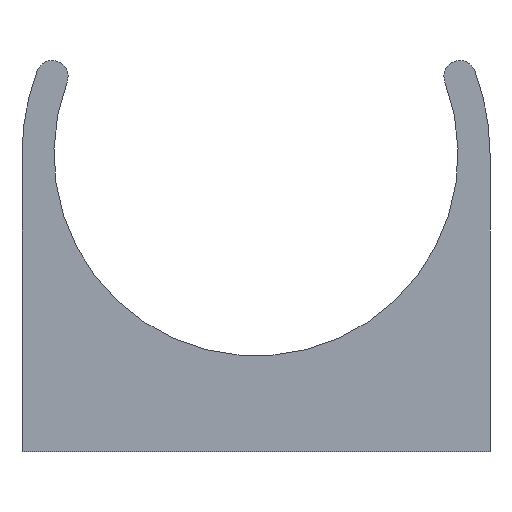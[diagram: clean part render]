
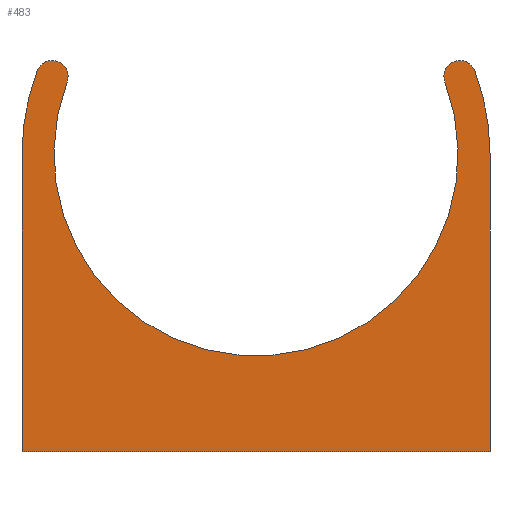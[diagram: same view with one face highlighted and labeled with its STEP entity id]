
A CAD part, left-side view. The second image highlights one B-rep face of the part: STEP entity #483.
In plain terms, the highlighted planar face has unit normal (-1, 0, 0).
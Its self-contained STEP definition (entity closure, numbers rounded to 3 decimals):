
#25=CIRCLE('',#524,0.75);
#26=CIRCLE('',#526,0.75);
#27=CIRCLE('',#528,11.);
#28=CIRCLE('',#530,9.5);
#29=CIRCLE('',#532,11.);
#54=FACE_OUTER_BOUND('',#82,.T.);
#82=EDGE_LOOP('',(#421,#422,#423,#424,#425,#426,#427,#428));
#129=LINE('',#758,#185);
#139=LINE('',#798,#195);
#140=LINE('',#799,#196);
#185=VECTOR('',#614,10.);
#195=VECTOR('',#658,10.);
#196=VECTOR('',#659,10.);
#226=VERTEX_POINT('',#754);
#228=VERTEX_POINT('',#757);
#236=VERTEX_POINT('',#777);
#237=VERTEX_POINT('',#778);
#238=VERTEX_POINT('',#783);
#239=VERTEX_POINT('',#784);
#240=VERTEX_POINT('',#793);
#241=VERTEX_POINT('',#797);
#285=EDGE_CURVE('',#228,#226,#129,.T.);
#295=EDGE_CURVE('',#236,#237,#25,.T.);
#298=EDGE_CURVE('',#238,#239,#26,.T.);
#301=EDGE_CURVE('',#226,#239,#27,.T.);
#302=EDGE_CURVE('',#238,#237,#28,.T.);
#304=EDGE_CURVE('',#236,#240,#29,.T.);
#305=EDGE_CURVE('',#241,#240,#139,.T.);
#306=EDGE_CURVE('',#241,#228,#140,.T.);
#421=ORIENTED_EDGE('',*,*,#295,.F.);
#422=ORIENTED_EDGE('',*,*,#304,.T.);
#423=ORIENTED_EDGE('',*,*,#305,.F.);
#424=ORIENTED_EDGE('',*,*,#306,.T.);
#425=ORIENTED_EDGE('',*,*,#285,.T.);
#426=ORIENTED_EDGE('',*,*,#301,.T.);
#427=ORIENTED_EDGE('',*,*,#298,.F.);
#428=ORIENTED_EDGE('',*,*,#302,.T.);
#457=PLANE('',#533);
#483=ADVANCED_FACE('',(#54),#457,.T.);
#524=AXIS2_PLACEMENT_3D('',#779,#633,#634);
#526=AXIS2_PLACEMENT_3D('',#785,#639,#640);
#528=AXIS2_PLACEMENT_3D('',#789,#645,#646);
#530=AXIS2_PLACEMENT_3D('',#791,#649,#650);
#532=AXIS2_PLACEMENT_3D('',#795,#654,#655);
#533=AXIS2_PLACEMENT_3D('',#796,#656,#657);
#614=DIRECTION('',(0.,0.,1.));
#633=DIRECTION('center_axis',(1.,0.,0.));
#634=DIRECTION('ref_axis',(0.,0.376,0.927));
#639=DIRECTION('center_axis',(1.,0.,0.));
#640=DIRECTION('ref_axis',(0.,0.927,0.376));
#645=DIRECTION('center_axis',(-1.,0.,0.));
#646=DIRECTION('ref_axis',(0.,1.,0.));
#649=DIRECTION('center_axis',(1.,0.,0.));
#650=DIRECTION('ref_axis',(0.,1.,0.));
#654=DIRECTION('center_axis',(-1.,0.,0.));
#655=DIRECTION('ref_axis',(0.,1.,0.));
#656=DIRECTION('center_axis',(-1.,0.,0.));
#657=DIRECTION('ref_axis',(0.,-1.,0.));
#658=DIRECTION('',(0.,0.,1.));
#659=DIRECTION('',(0.,-1.,0.));
#754=CARTESIAN_POINT('',(0.,0.,11.));
#757=CARTESIAN_POINT('',(0.,0.,-3.));
#758=CARTESIAN_POINT('',(0.,0.,0.));
#777=CARTESIAN_POINT('',(0.,21.283,14.907));
#778=CARTESIAN_POINT('',(0.,19.881,14.374));
#779=CARTESIAN_POINT('Origin',(0.,20.582,14.64));
#783=CARTESIAN_POINT('',(0.,2.119,14.374));
#784=CARTESIAN_POINT('',(0.,0.717,14.907));
#785=CARTESIAN_POINT('Origin',(0.,1.418,14.64));
#789=CARTESIAN_POINT('Origin',(0.,11.,11.));
#791=CARTESIAN_POINT('Origin',(0.,11.,11.));
#793=CARTESIAN_POINT('',(0.,22.,11.));
#795=CARTESIAN_POINT('Origin',(0.,11.,11.));
#796=CARTESIAN_POINT('Origin',(0.,22.,0.));
#797=CARTESIAN_POINT('',(0.,22.,-3.));
#798=CARTESIAN_POINT('',(0.,22.,0.));
#799=CARTESIAN_POINT('',(0.,16.5,-3.));
